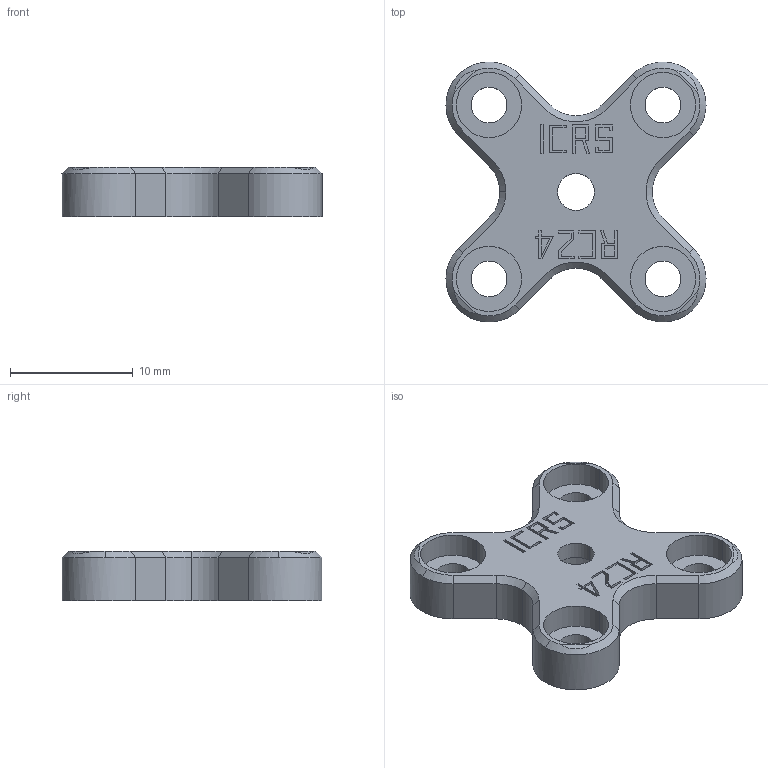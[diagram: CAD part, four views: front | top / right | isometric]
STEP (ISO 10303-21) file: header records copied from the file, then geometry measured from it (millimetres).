
FILE_DESCRIPTION (( 'STEP AP214' ), '1' );
FILE_NAME ('3dp_PETG_RCssl_OW_front_lock.STEP', '2023-12-15T08:47:23', ( '' ), ( '' ), 'SwSTEP 2.0', 'SolidWorks 2022', '' );
FILE_SCHEMA (( 'AUTOMOTIVE_DESIGN' ));
Length unit declared in the file: millimetre
Products named in the file (1): 3dp_PETG_RCssl_OW_front_lock
Bounding box: 21.15 x 21.14 x 4 mm (x, y, z)
Volume: 930.7 mm3; surface area: 1253.9 mm2
Topology: 1 solids, 1 shells, 169 faces, 436 edges, 285 vertices
Faces by surface type: plane 124, cylinder 30, cone 15
Entity records: 5177 total; most frequent: CARTESIAN_POINT 927, ORIENTED_EDGE 872, DIRECTION 853, EDGE_CURVE 436, LINE 351, VECTOR 351, VERTEX_POINT 285, AXIS2_PLACEMENT_3D 251
